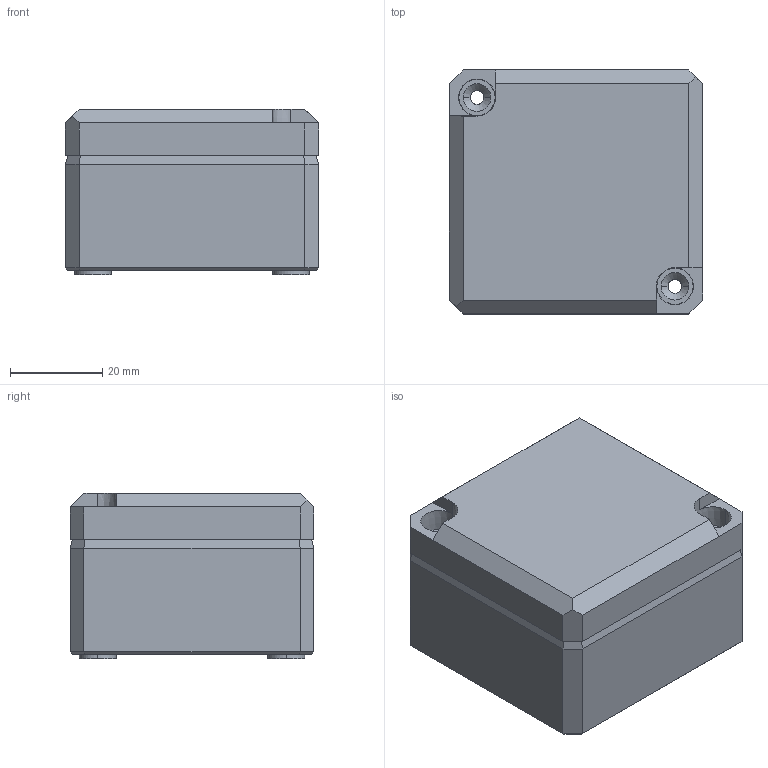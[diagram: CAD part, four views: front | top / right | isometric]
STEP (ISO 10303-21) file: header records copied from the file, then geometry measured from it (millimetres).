
FILE_DESCRIPTION((''),'2;1');
FILE_NAME('DABP050504T_ASM','2008-12-18T',('pasi_koskela'),(''),'PRO/ENGINEER BY PARAMETRIC TECHNOLOGY CORPORATION, 2008250','PRO/ENGINEER BY PARAMETRIC TECHNOLOGY CORPORATION, 2008250','');
FILE_SCHEMA(('AUTOMOTIVE_DESIGN_CC2 { 1 2 10303 214 -1 1 5 2 }'));
Length unit declared in the file: millimetre
Products named in the file (3): DABP050503B; DPCT050501L; DABP050504T_ASM
Assembly tree (2 placements, depth 2):
  DABP050504T_ASM
    DABP050503B
    DPCT050501L
Bounding box: 55 x 53 x 36 mm (x, y, z)
Volume: 33214.5 mm3; surface area: 30024.8 mm2
Topology: 2 solids, 2 shells, 339 faces, 810 edges, 498 vertices
Faces by surface type: plane 127, cone 80, cylinder 64, bspline 36, torus 24, sphere 8
Entity records: 17731 total; most frequent: CARTESIAN_POINT 8268, ORIENTED_EDGE 1620, DIRECTION 1584, EDGE_CURVE 810, AXIS2_PLACEMENT_3D 586, VERTEX_POINT 498, PRESENTATION_STYLE_ASSIGNMENT 489, STYLED_ITEM 489
